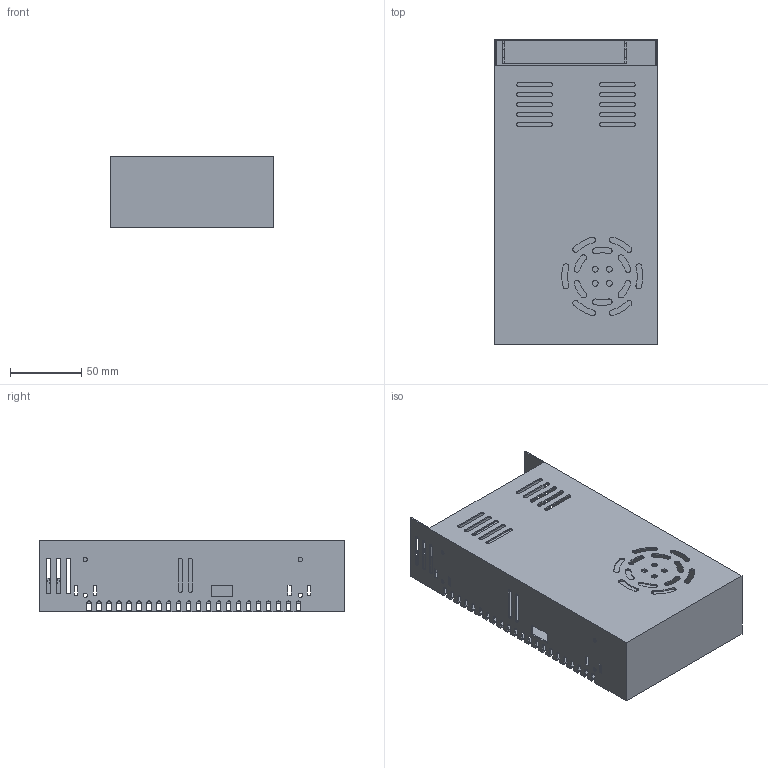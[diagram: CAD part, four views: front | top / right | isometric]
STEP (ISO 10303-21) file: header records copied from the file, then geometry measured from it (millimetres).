
FILE_DESCRIPTION(/* description */ (''),/* implementation_level */ '2;1');
FILE_NAME(/* name */ 'PSU.step',/* time_stamp */ '2020-04-14T17:05:53+01:00',/* author */ (''),/* organization */ (''),/* preprocessor_version */ 'ST-DEVELOPER v18.1',/* originating_system */ 'Autodesk Translation Framework v9.2.0.1227',/* authorisation */ '');
FILE_SCHEMA (('AUTOMOTIVE_DESIGN { 1 0 10303 214 3 1 1 }'));
Length unit declared in the file: millimetre
Products named in the file (2): PSU; Terminals
Assembly tree (9 placements, depth 2):
  PSU
    Terminals  x9
Bounding box: 115 x 214.5 x 50 mm (x, y, z)
Volume: 113700.7 mm3; surface area: 207638.2 mm2
Topology: 31 solids, 31 shells, 1191 faces, 3422 edges, 2228 vertices
Faces by surface type: plane 798, cylinder 321, bspline 54, torus 18
Full cylindrical faces by diameter (mm): 1.45 x4, 1.5 x4, 3 x33, 4 x8, 6 x9
Entity records: 26569 total; most frequent: CARTESIAN_POINT 5578, ORIENTED_EDGE 4636, DIRECTION 4020, EDGE_CURVE 2318, LINE 1768, VECTOR 1768, VERTEX_POINT 1540, AXIS2_PLACEMENT_3D 1126
